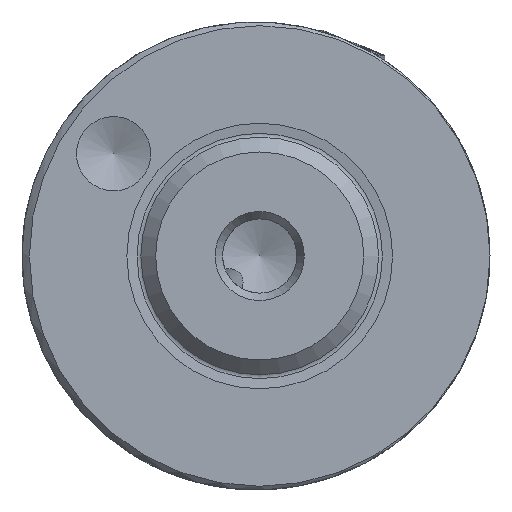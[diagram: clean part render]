
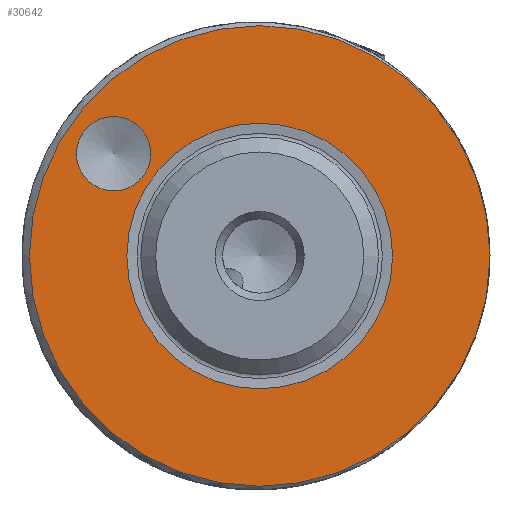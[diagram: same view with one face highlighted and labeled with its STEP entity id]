
A CAD part, left-side view. The second image highlights one B-rep face of the part: STEP entity #30642.
In plain terms, the highlighted planar face has unit normal (-1, 0, 0).
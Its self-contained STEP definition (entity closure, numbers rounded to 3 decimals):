
#997 = CIRCLE ( 'NONE', #17880, 8.94 ) ;
#3613 = DIRECTION ( 'NONE',  ( 1., 0., 0. ) ) ;
#4272 = EDGE_CURVE ( 'NONE', #4674, #4674, #997, .T. ) ;
#4294 = EDGE_LOOP ( 'NONE', ( #15673 ) ) ;
#4535 = CIRCLE ( 'NONE', #6074, 2.5 ) ;
#4674 = VERTEX_POINT ( 'NONE', #27359 ) ;
#6074 = AXIS2_PLACEMENT_3D ( 'NONE', #21492, #28718, #28837 ) ;
#8447 = DIRECTION ( 'NONE',  ( 0., 0., -1. ) ) ;
#10044 = CARTESIAN_POINT ( 'NONE',  ( -32., 0., 0. ) ) ;
#10657 = ORIENTED_EDGE ( 'NONE', *, *, #24385, .F. ) ;
#12953 = EDGE_LOOP ( 'NONE', ( #26389 ) ) ;
#14495 = FACE_BOUND ( 'NONE', #30486, .T. ) ;
#14625 = CIRCLE ( 'NONE', #28696, 15.5 ) ;
#14772 = DIRECTION ( 'NONE',  ( 0., 0., -1. ) ) ;
#15673 = ORIENTED_EDGE ( 'NONE', *, *, #4272, .T. ) ;
#17880 = AXIS2_PLACEMENT_3D ( 'NONE', #17982, #3613, #8447 ) ;
#17982 = CARTESIAN_POINT ( 'NONE',  ( -32., 0., 0. ) ) ;
#18831 = CARTESIAN_POINT ( 'NONE',  ( -32., 9.83, 9.383 ) ) ;
#19787 = DIRECTION ( 'NONE',  ( 1., 0., 0. ) ) ;
#21262 = CARTESIAN_POINT ( 'NONE',  ( -32., 15.5, 0. ) ) ;
#21492 = CARTESIAN_POINT ( 'NONE',  ( -32., 9.83, 6.883 ) ) ;
#23937 = VERTEX_POINT ( 'NONE', #27106 ) ;
#24152 = VERTEX_POINT ( 'NONE', #18831 ) ;
#24385 = EDGE_CURVE ( 'NONE', #24152, #24152, #4535, .T. ) ;
#24611 = FACE_OUTER_BOUND ( 'NONE', #12953, .T. ) ;
#25634 = DIRECTION ( 'NONE',  ( -1., 0., 0. ) ) ;
#26103 = EDGE_CURVE ( 'NONE', #23937, #23937, #14625, .T. ) ;
#26389 = ORIENTED_EDGE ( 'NONE', *, *, #26103, .F. ) ;
#27106 = CARTESIAN_POINT ( 'NONE',  ( -32., -15.5, 0. ) ) ;
#27359 = CARTESIAN_POINT ( 'NONE',  ( -32., 0., -8.94 ) ) ;
#27700 = PLANE ( 'NONE',  #29384 ) ;
#28410 = DIRECTION ( 'NONE',  ( 0., 0., 1. ) ) ;
#28696 = AXIS2_PLACEMENT_3D ( 'NONE', #10044, #19787, #14772 ) ;
#28718 = DIRECTION ( 'NONE',  ( -1., 0., 0. ) ) ;
#28837 = DIRECTION ( 'NONE',  ( 0., 0., 1. ) ) ;
#29023 = FACE_BOUND ( 'NONE', #4294, .T. ) ;
#29384 = AXIS2_PLACEMENT_3D ( 'NONE', #21262, #25634, #28410 ) ;
#30486 = EDGE_LOOP ( 'NONE', ( #10657 ) ) ;
#30642 = ADVANCED_FACE ( 'NONE', ( #14495, #29023, #24611 ), #27700, .T. ) ;
